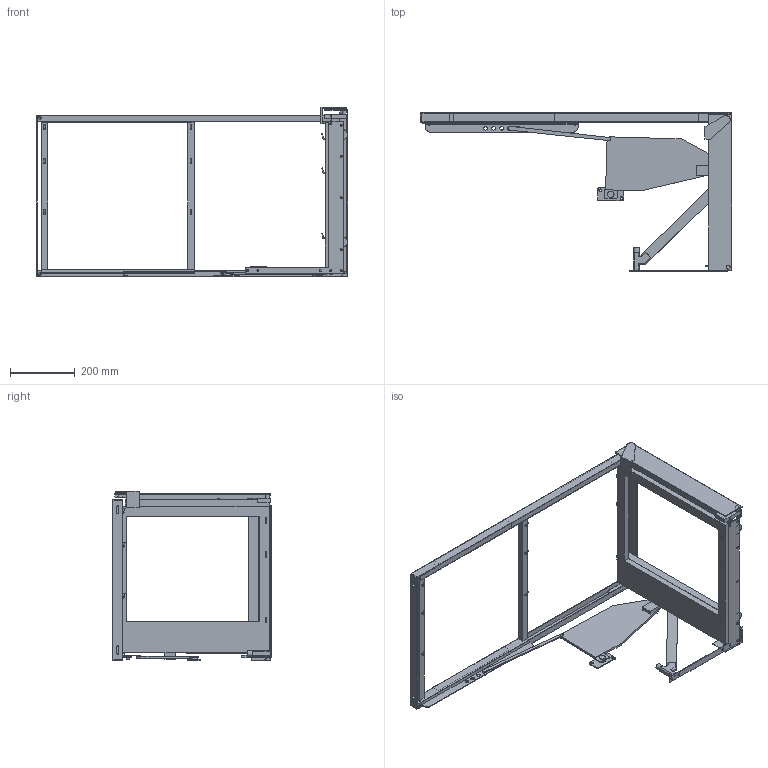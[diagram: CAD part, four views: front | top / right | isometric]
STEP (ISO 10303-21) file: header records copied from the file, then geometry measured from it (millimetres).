
FILE_DESCRIPTION(/* description */ (''),/* implementation_level */ '2;1');
FILE_NAME(/* name */ '3D_300-0817-XX_re.sat.ipt.stp',/* time_stamp */ '2022-07-18T16:47:54+02:00',/* author */ (''),/* organization */ (''),/* preprocessor_version */ 'ST-DEVELOPER v18.1',/* originating_system */ 'Autodesk Inventor 2021',/* authorisation */ '');
FILE_SCHEMA (('CONFIG_CONTROL_DESIGN'));
Length unit declared in the file: millimetre
Products named in the file (1): 3D_300-0817-XX_re.sat
Bounding box: 960 x 487.5 x 522.5 mm (x, y, z)
Volume: 4856318.1 mm3; surface area: 1300755.6 mm2
Topology: 12 solids, 12 shells, 482 faces, 1235 edges, 804 vertices
Faces by surface type: plane 337, cylinder 116, cone 17, torus 12
Full cylindrical faces by diameter (mm): 4 x26, 5.1 x1, 6.2 x10, 6.5 x13, 7 x8, 8 x1, 11 x1, 11.5 x6, 12.2 x1, 13 x1, 13.549 x1, 14 x2, 15 x1, 17 x1, 20 x2
Entity records: 14718 total; most frequent: CARTESIAN_POINT 2522, DIRECTION 2489, ORIENTED_EDGE 2470, EDGE_CURVE 1235, LINE 947, VECTOR 947, VERTEX_POINT 804, AXIS2_PLACEMENT_3D 771
